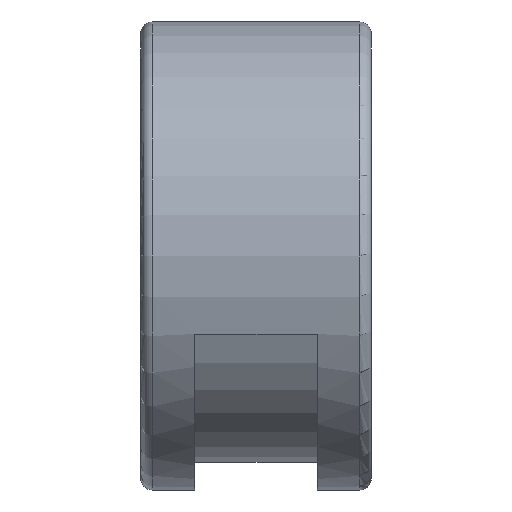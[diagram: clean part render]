
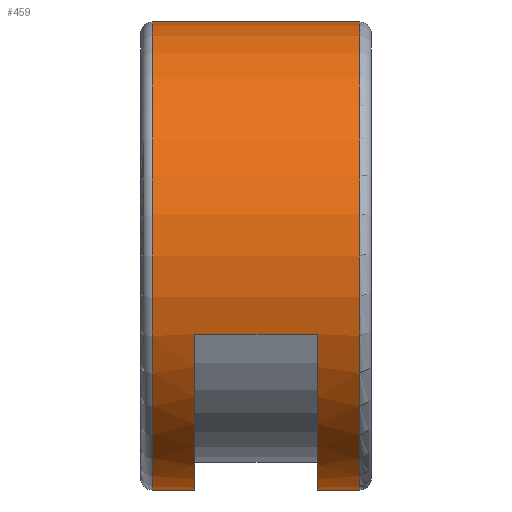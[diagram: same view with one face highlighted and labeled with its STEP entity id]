
A CAD part, front view. The second image highlights one B-rep face of the part: STEP entity #459.
In plain terms, the highlighted cylindrical face has radius 20 mm (diameter 40 mm), a partial arc.
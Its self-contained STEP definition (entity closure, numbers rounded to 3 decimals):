
#51=FACE_OUTER_BOUND('',#83,.T.);
#83=EDGE_LOOP('',(#349,#350,#351,#352,#353,#354,#355,#356));
#104=LINE('',#724,#134);
#116=LINE('',#797,#146);
#119=LINE('',#805,#149);
#120=LINE('',#808,#150);
#134=VECTOR('',#564,10.);
#146=VECTOR('',#630,10.);
#149=VECTOR('',#637,10.);
#150=VECTOR('',#640,10.);
#173=CIRCLE('',#510,20.);
#180=CIRCLE('',#522,20.);
#181=CIRCLE('',#523,20.);
#182=CIRCLE('',#524,20.);
#196=VERTEX_POINT('',#717);
#199=VERTEX_POINT('',#722);
#210=VERTEX_POINT('',#752);
#213=VERTEX_POINT('',#775);
#219=VERTEX_POINT('',#796);
#221=VERTEX_POINT('',#802);
#222=VERTEX_POINT('',#804);
#223=VERTEX_POINT('',#807);
#239=EDGE_CURVE('',#199,#196,#104,.T.);
#257=EDGE_CURVE('',#210,#213,#173,.T.);
#268=EDGE_CURVE('',#213,#219,#116,.T.);
#271=EDGE_CURVE('',#199,#221,#180,.T.);
#272=EDGE_CURVE('',#221,#222,#119,.T.);
#273=EDGE_CURVE('',#219,#222,#181,.T.);
#274=EDGE_CURVE('',#210,#223,#120,.T.);
#275=EDGE_CURVE('',#223,#196,#182,.T.);
#349=ORIENTED_EDGE('',*,*,#271,.T.);
#350=ORIENTED_EDGE('',*,*,#272,.T.);
#351=ORIENTED_EDGE('',*,*,#273,.F.);
#352=ORIENTED_EDGE('',*,*,#268,.F.);
#353=ORIENTED_EDGE('',*,*,#257,.F.);
#354=ORIENTED_EDGE('',*,*,#274,.T.);
#355=ORIENTED_EDGE('',*,*,#275,.T.);
#356=ORIENTED_EDGE('',*,*,#239,.F.);
#440=CYLINDRICAL_SURFACE('',#521,20.);
#459=ADVANCED_FACE('',(#51),#440,.T.);
#510=AXIS2_PLACEMENT_3D('',#776,#604,#605);
#521=AXIS2_PLACEMENT_3D('',#801,#633,#634);
#522=AXIS2_PLACEMENT_3D('',#803,#635,#636);
#523=AXIS2_PLACEMENT_3D('',#806,#638,#639);
#524=AXIS2_PLACEMENT_3D('',#809,#641,#642);
#564=DIRECTION('',(-1.,0.,0.));
#604=DIRECTION('center_axis',(-1.,0.,0.));
#605=DIRECTION('ref_axis',(0.,-1.,0.));
#630=DIRECTION('',(1.,0.,0.));
#633=DIRECTION('center_axis',(1.,0.,0.));
#634=DIRECTION('ref_axis',(0.,0.,-1.));
#635=DIRECTION('center_axis',(1.,0.,0.));
#636=DIRECTION('ref_axis',(0.,0.,-1.));
#637=DIRECTION('',(1.,0.,0.));
#638=DIRECTION('center_axis',(1.,0.,0.));
#639=DIRECTION('ref_axis',(0.,-1.,0.));
#640=DIRECTION('',(1.,0.,0.));
#641=DIRECTION('center_axis',(-1.,0.,0.));
#642=DIRECTION('ref_axis',(0.,0.,-1.));
#717=CARTESIAN_POINT('',(4.75,-18.855,-6.671));
#722=CARTESIAN_POINT('',(15.25,-18.855,-6.671));
#724=CARTESIAN_POINT('',(0.,-18.855,-6.671));
#752=CARTESIAN_POINT('',(1.15,0.,-20.));
#775=CARTESIAN_POINT('',(1.15,0.,20.));
#776=CARTESIAN_POINT('Origin',(1.15,0.,0.));
#796=CARTESIAN_POINT('',(18.85,0.,20.));
#797=CARTESIAN_POINT('',(0.,0.,20.));
#801=CARTESIAN_POINT('Origin',(0.,0.,0.));
#802=CARTESIAN_POINT('',(15.25,0.,-20.));
#803=CARTESIAN_POINT('Origin',(15.25,0.,0.));
#804=CARTESIAN_POINT('',(18.85,0.,-20.));
#805=CARTESIAN_POINT('',(0.,0.,-20.));
#806=CARTESIAN_POINT('Origin',(18.85,0.,0.));
#807=CARTESIAN_POINT('',(4.75,0.,-20.));
#808=CARTESIAN_POINT('',(0.,0.,-20.));
#809=CARTESIAN_POINT('Origin',(4.75,0.,0.));
